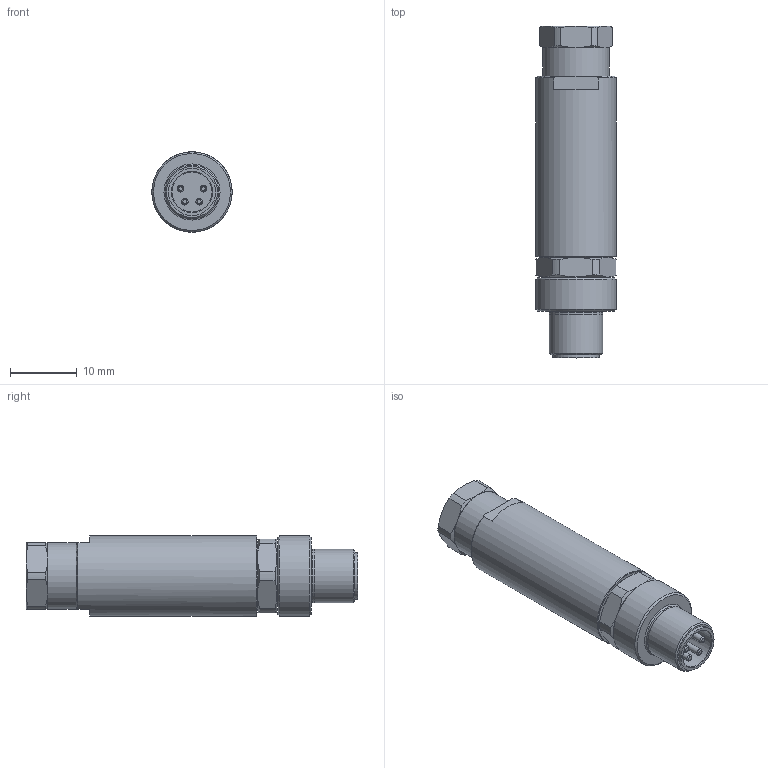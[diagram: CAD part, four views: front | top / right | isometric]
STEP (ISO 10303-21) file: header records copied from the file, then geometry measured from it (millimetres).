
FILE_DESCRIPTION(/* description */ (''),/* implementation_level */ '2;1');
FILE_NAME(/* name */ 'VK003179.stp',/* time_stamp */ '2016-10-12T08:41:10+02:00',/* author */ ('mitarbeiter'),/* organization */ (''),/* preprocessor_version */ 'ST-DEVELOPER v15.2',/* originating_system */ 'Autodesk Inventor 2014',/* authorisation */ '');
FILE_SCHEMA (('AUTOMOTIVE_DESIGN { 1 0 10303 214 3 1 1 }'));
Length unit declared in the file: millimetre
Products named in the file (1): VK003179
Bounding box: 12 x 49.6 x 12 mm (x, y, z)
Volume: 4320.6 mm3; surface area: 2593.3 mm2
Topology: 1 solids, 1 shells, 102 faces, 238 edges, 151 vertices
Faces by surface type: plane 39, cone 33, cylinder 25, torus 5
Full cylindrical faces by diameter (mm): 1 x4, 5 x1, 6 x1, 7 x1, 7.99 x1, 8 x1, 10 x2, 12 x2
Entity records: 2668 total; most frequent: CARTESIAN_POINT 549, DIRECTION 454, ORIENTED_EDGE 404, EDGE_CURVE 202, AXIS2_PLACEMENT_3D 201, EDGE_LOOP 140, VERTEX_POINT 140, FACE_OUTER_BOUND 102
